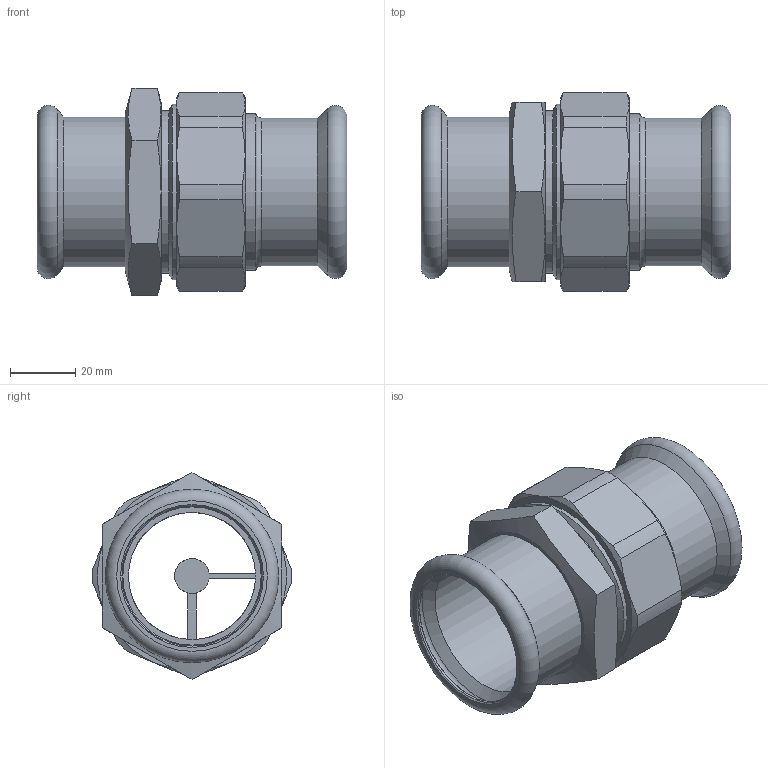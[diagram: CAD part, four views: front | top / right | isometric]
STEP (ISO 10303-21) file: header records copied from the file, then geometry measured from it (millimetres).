
FILE_DESCRIPTION(/* description */ (''),/* implementation_level */ '2;1');
FILE_NAME(/* name */ '35325.stp',/* time_stamp */ '2014-04-01T20:50:01+02:00',/* author */ ('bruh'),/* organization */ (''),/* preprocessor_version */ 'ST-DEVELOPER v15.2',/* originating_system */ 'Autodesk Inventor 2014',/* authorisation */ '');
FILE_SCHEMA (('AUTOMOTIVE_DESIGN { 1 0 10303 214 3 1 1 }'));
Length unit declared in the file: millimetre
Products named in the file (5): 102038; 101250; 101139; 400788; 35325
Bounding box: 95 x 60.98 x 63.51 mm (x, y, z)
Volume: 65756.4 mm3; surface area: 42312 mm2
Topology: 3 solids, 3 shells, 98 faces, 218 edges, 132 vertices
Faces by surface type: cone 35, plane 32, cylinder 24, torus 7
Full cylindrical faces by diameter (mm): 39 x2, 42.3 x1, 42.4 x1, 43 x1, 43.3 x1, 45.4 x1, 46 x1, 48 x2, 48.1 x1, 49.8 x1, 50.788 x1, 53.746 x1
Entity records: 2603 total; most frequent: CARTESIAN_POINT 507, DIRECTION 428, ORIENTED_EDGE 352, AXIS2_PLACEMENT_3D 195, EDGE_CURVE 176, EDGE_LOOP 144, VERTEX_POINT 124, ADVANCED_FACE 98
